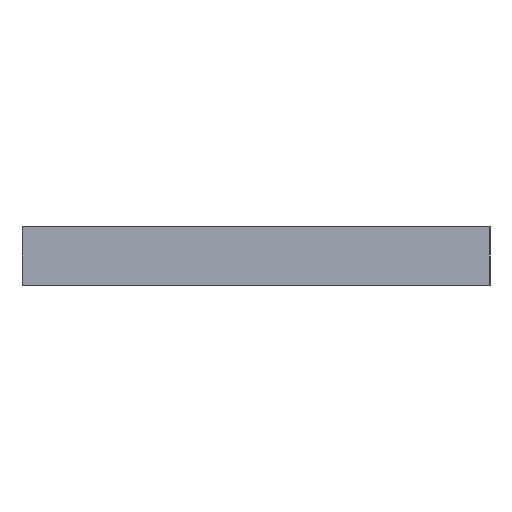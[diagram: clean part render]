
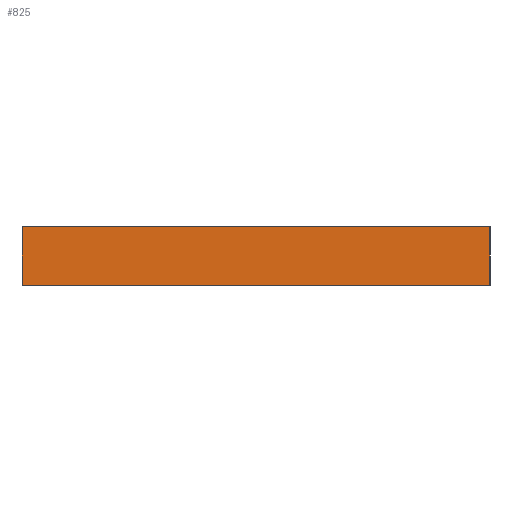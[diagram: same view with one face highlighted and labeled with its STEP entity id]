
A CAD part, left-side view. The second image highlights one B-rep face of the part: STEP entity #825.
In plain terms, the highlighted planar face has unit normal (-1, 0, 0).
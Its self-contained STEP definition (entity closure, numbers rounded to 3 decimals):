
#62 = AXIS2_PLACEMENT_3D ( 'NONE', #1177, #1186, #1637 ) ;
#77 = DIRECTION ( 'NONE',  ( 0., 0., -1. ) ) ;
#110 = DIRECTION ( 'NONE',  ( 0., 0., -1. ) ) ;
#139 = CARTESIAN_POINT ( 'NONE',  ( -65., -12., 3. ) ) ;
#217 = CARTESIAN_POINT ( 'NONE',  ( -65., -12., 3. ) ) ;
#349 = EDGE_LOOP ( 'NONE', ( #446, #671, #593, #674 ) ) ;
#373 = CARTESIAN_POINT ( 'NONE',  ( -65., 12., 0. ) ) ;
#409 = CARTESIAN_POINT ( 'NONE',  ( -65., 12., 3. ) ) ;
#440 = LINE ( 'NONE', #409, #975 ) ;
#446 = ORIENTED_EDGE ( 'NONE', *, *, #1217, .T. ) ;
#455 = EDGE_CURVE ( 'NONE', #1932, #1721, #883, .T. ) ;
#519 = VECTOR ( 'NONE', #886, 1000. ) ;
#593 = ORIENTED_EDGE ( 'NONE', *, *, #852, .F. ) ;
#595 = FACE_OUTER_BOUND ( 'NONE', #349, .T. ) ;
#671 = ORIENTED_EDGE ( 'NONE', *, *, #690, .F. ) ;
#674 = ORIENTED_EDGE ( 'NONE', *, *, #455, .T. ) ;
#690 = EDGE_CURVE ( 'NONE', #756, #1058, #1467, .T. ) ;
#740 = CARTESIAN_POINT ( 'NONE',  ( -65., 12., 0. ) ) ;
#756 = VERTEX_POINT ( 'NONE', #139 ) ;
#825 = ADVANCED_FACE ( 'NONE', ( #595 ), #1659, .F. ) ;
#852 = EDGE_CURVE ( 'NONE', #1932, #756, #440, .T. ) ;
#883 = LINE ( 'NONE', #1499, #1301 ) ;
#886 = DIRECTION ( 'NONE',  ( 0., -1., 0. ) ) ;
#975 = VECTOR ( 'NONE', #1646, 1000. ) ;
#994 = CARTESIAN_POINT ( 'NONE',  ( -65., -12., 0. ) ) ;
#1058 = VERTEX_POINT ( 'NONE', #994 ) ;
#1177 = CARTESIAN_POINT ( 'NONE',  ( -65., 12., 3. ) ) ;
#1186 = DIRECTION ( 'NONE',  ( 1., 0., 0. ) ) ;
#1213 = LINE ( 'NONE', #740, #519 ) ;
#1217 = EDGE_CURVE ( 'NONE', #1721, #1058, #1213, .T. ) ;
#1301 = VECTOR ( 'NONE', #110, 1000. ) ;
#1467 = LINE ( 'NONE', #217, #1870 ) ;
#1499 = CARTESIAN_POINT ( 'NONE',  ( -65., 12., 3. ) ) ;
#1558 = CARTESIAN_POINT ( 'NONE',  ( -65., 12., 3. ) ) ;
#1637 = DIRECTION ( 'NONE',  ( 0., 0., -1. ) ) ;
#1646 = DIRECTION ( 'NONE',  ( 0., -1., 0. ) ) ;
#1659 = PLANE ( 'NONE',  #62 ) ;
#1721 = VERTEX_POINT ( 'NONE', #373 ) ;
#1870 = VECTOR ( 'NONE', #77, 1000. ) ;
#1932 = VERTEX_POINT ( 'NONE', #1558 ) ;
